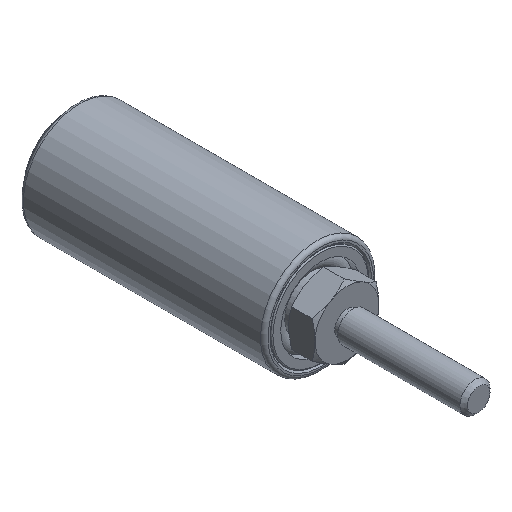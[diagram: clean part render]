
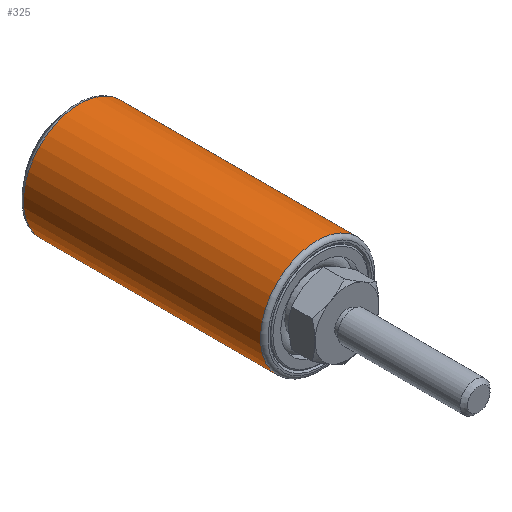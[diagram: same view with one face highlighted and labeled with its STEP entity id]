
A CAD part, isometric view. The second image highlights one B-rep face of the part: STEP entity #325.
In plain terms, the highlighted cylindrical face has radius 15 mm (diameter 30 mm), a full revolution.
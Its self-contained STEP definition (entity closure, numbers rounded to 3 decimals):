
#118 = AXIS2_PLACEMENT_3D ( 'NONE', #493, #211, #702 ) ;
#130 = CARTESIAN_POINT ( 'NONE',  ( 0., 42., 0. ) ) ;
#132 = CARTESIAN_POINT ( 'NONE',  ( 10.702, 43., -10.51 ) ) ;
#160 = ORIENTED_EDGE ( 'NONE', *, *, #359, .T. ) ;
#211 = DIRECTION ( 'NONE',  ( 0., -1., 0. ) ) ;
#273 = DIRECTION ( 'NONE',  ( 0., 1., 0. ) ) ;
#325 = ADVANCED_FACE ( 'NONE', ( #401, #326 ), #502, .T. ) ;
#326 = FACE_OUTER_BOUND ( 'NONE', #491, .T. ) ;
#346 = CARTESIAN_POINT ( 'NONE',  ( 0., 43., 0. ) ) ;
#359 = EDGE_CURVE ( 'NONE', #481, #481, #521, .T. ) ;
#401 = FACE_OUTER_BOUND ( 'NONE', #826, .T. ) ;
#481 = VERTEX_POINT ( 'NONE', #917 ) ;
#491 = EDGE_LOOP ( 'NONE', ( #160 ) ) ;
#493 = CARTESIAN_POINT ( 'NONE',  ( 0., 106., 0. ) ) ;
#502 = CYLINDRICAL_SURFACE ( 'NONE', #852, 15. ) ;
#521 = CIRCLE ( 'NONE', #118, 15. ) ;
#558 = DIRECTION ( 'NONE',  ( 0.713, 0., -0.701 ) ) ;
#570 = CIRCLE ( 'NONE', #679, 15. ) ;
#583 = ORIENTED_EDGE ( 'NONE', *, *, #758, .T. ) ;
#679 = AXIS2_PLACEMENT_3D ( 'NONE', #346, #273, #558 ) ;
#702 = DIRECTION ( 'NONE',  ( -0.713, 0., 0.701 ) ) ;
#758 = EDGE_CURVE ( 'NONE', #907, #907, #570, .T. ) ;
#777 = DIRECTION ( 'NONE',  ( -0.713, 0., 0.701 ) ) ;
#826 = EDGE_LOOP ( 'NONE', ( #583 ) ) ;
#852 = AXIS2_PLACEMENT_3D ( 'NONE', #130, #857, #777 ) ;
#857 = DIRECTION ( 'NONE',  ( 0., 1., 0. ) ) ;
#907 = VERTEX_POINT ( 'NONE', #132 ) ;
#917 = CARTESIAN_POINT ( 'NONE',  ( -10.702, 106., 10.51 ) ) ;
